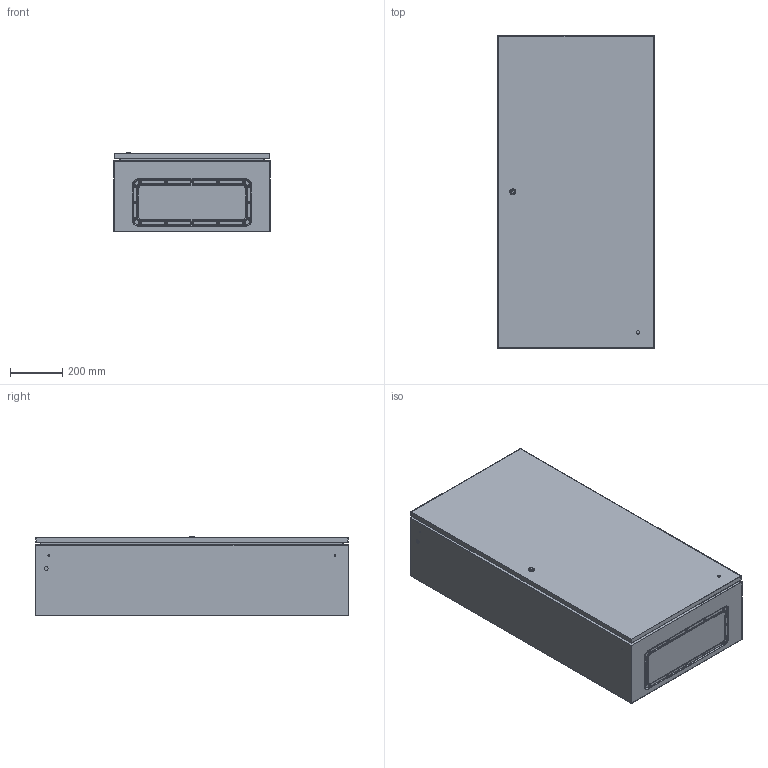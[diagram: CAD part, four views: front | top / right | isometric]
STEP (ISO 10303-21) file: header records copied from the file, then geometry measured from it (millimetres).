
FILE_DESCRIPTION (( 'STEP AP203' ), '1' );
FILE_NAME ('TI5-10-N-120-060-030-66_TITAN5 ﾙﾌﾏ-120.60.30 ﾓﾕﾋ1 IP66 IEK.STEP', '2022-12-05T09:29:30', ( '' ), ( '' ), 'SwSTEP 2.0', 'SolidWorks 2022', '' );
FILE_SCHEMA (( 'CONFIG_CONTROL_DESIGN' ));
Length unit declared in the file: millimetre
Products named in the file (7): Gaika_6; TI5-10-N-120-060-030-66_TITAN5 ЩМП-120.60.30 УХЛ1 IP66 IEK; Dver_120.600; Винт_резьбовыдавливающий_М4х9; Kryshka1_450x175; Obolochka_SHMP_Snpm_120.60.30; Mont.Panel_1200x600
Assembly tree (24 placements, depth 2):
  TI5-10-N-120-060-030-66_TITAN5 ЩМП-120.60.30 УХЛ1 IP66 IEK
    Obolochka_SHMP_Snpm_120.60.30
    Mont.Panel_1200x600
    Dver_120.600
    Kryshka1_450x175
    Gaika_6  x4
    Винт_резьбовыдавливающий_М4х9  x16
Bounding box: 600 x 1200.5 x 304.5 mm (x, y, z)
Volume: 3746300.3 mm3; surface area: 6716872.6 mm2
Topology: 30 solids, 30 shells, 2134 faces, 5356 edges, 3569 vertices
Faces by surface type: plane 1635, cylinder 343, torus 52, cone 40, bspline 32, sphere 32
Entity records: 49732 total; most frequent: CARTESIAN_POINT 8894, ORIENTED_EDGE 8048, DIRECTION 7853, EDGE_CURVE 4024, VECTOR 3481, LINE 3481, VERTEX_POINT 2651, AXIS2_PLACEMENT_3D 2186
